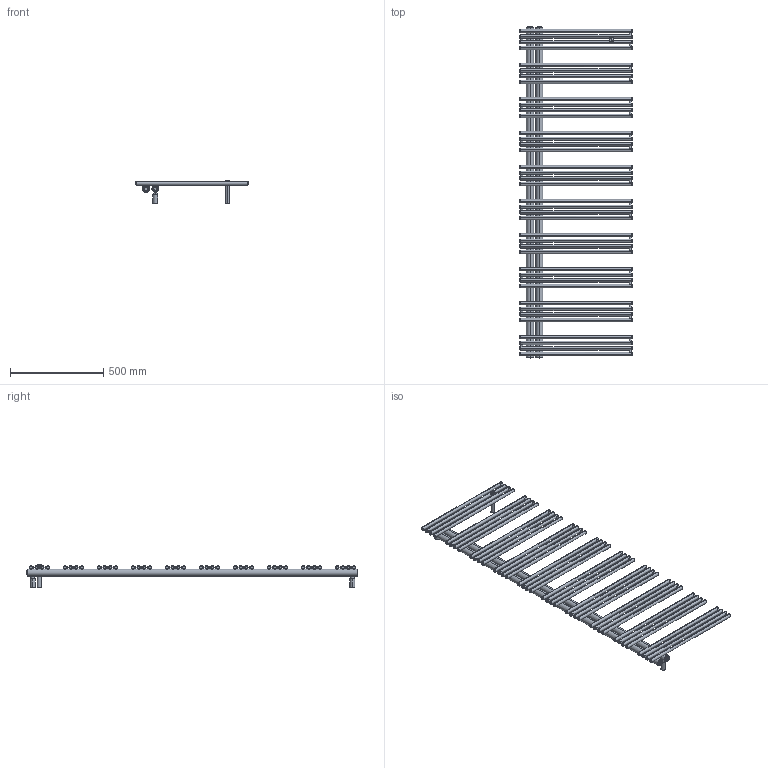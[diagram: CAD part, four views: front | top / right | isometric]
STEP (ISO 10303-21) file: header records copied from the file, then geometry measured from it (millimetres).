
FILE_DESCRIPTION((''),'2;1');
FILE_NAME('3551780400113_3D_SITO_ASM','2022-10-28T12:22:33',('PC132'),(''),'CREO PARAMETRIC BY PTC INC, 2022124','CREO PARAMETRIC BY PTC INC, 2022124','');
FILE_SCHEMA(('AUTOMOTIVE_DESIGN { 1 0 10303 214 1 1 1 1 }'));
Length unit declared in the file: millimetre
Products named in the file (4): 3551780400113_3D_SITO; 1010181240001; BOTTONE_GNT_KELLY; 3551780400113_3D_SITO_ASM
Assembly tree (4 placements, depth 2):
  3551780400113_3D_SITO_ASM
    3551780400113_3D_SITO
    1010181240001  x2
    BOTTONE_GNT_KELLY
Bounding box: 600 x 1776 x 124.5 mm (x, y, z)
Volume: 10249328.1 mm3; surface area: 1834860.3 mm2
Topology: 18 solids, 19 shells, 529 faces, 1070 edges, 644 vertices
Faces by surface type: torus 192, cylinder 182, plane 133, cone 20, sphere 2
Entity records: 31763 total; most frequent: CARTESIAN_POINT 14663, DIRECTION 2723, ORIENTED_EDGE 1948, AXIS2_PLACEMENT_3D 1211, PRESENTATION_STYLE_ASSIGNMENT 1083, STYLED_ITEM 1079, CURVE_STYLE 1062, EDGE_CURVE 976
